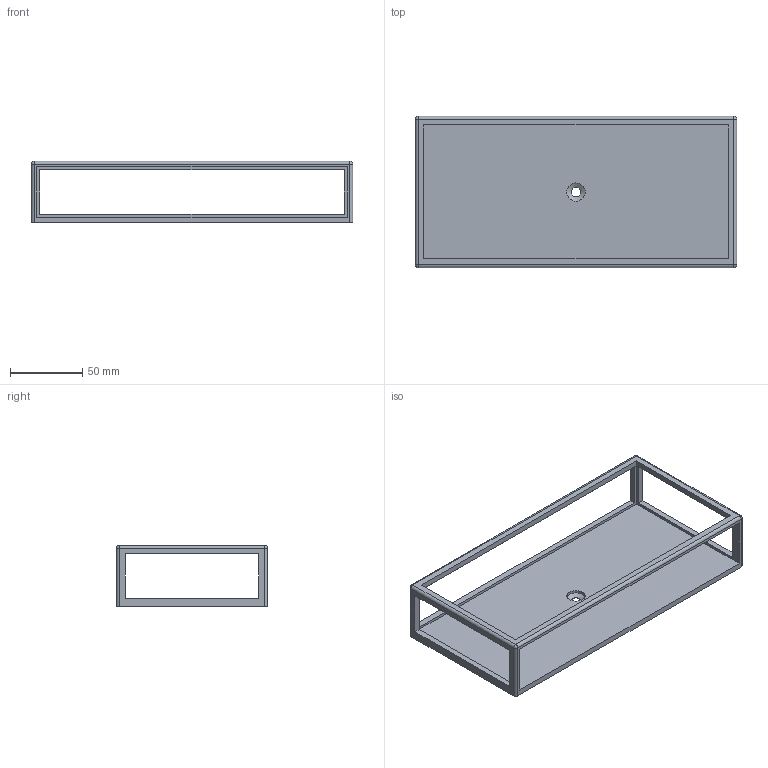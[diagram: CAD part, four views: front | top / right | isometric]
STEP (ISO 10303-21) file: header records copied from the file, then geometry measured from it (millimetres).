
FILE_DESCRIPTION(('FreeCAD Model'),'2;1');
FILE_NAME('Open CASCADE Shape Model','2025-02-06T06:44:35',('FreeCAD'),( 'FreeCAD'),'Open CASCADE STEP processor 7.8','FreeCAD','Unknown');
FILE_SCHEMA(('AUTOMOTIVE_DESIGN { 1 0 10303 214 1 1 1 1 }'));
Length unit declared in the file: millimetre
Products named in the file (1): Open CASCADE STEP translator 7.8 1
Bounding box: 221.9 x 104.4 x 42.5 mm (x, y, z)
Volume: 116835.2 mm3; surface area: 66708.5 mm2
Topology: 1 solids, 1 shells, 42 faces, 107 edges, 64 vertices
Faces by surface type: plane 27, cylinder 10, sphere 4, cone 1
Full cylindrical faces by diameter (mm): 6.5 x1, 12.66 x1
Entity records: 2548 total; most frequent: CARTESIAN_POINT 488, DIRECTION 363, LINE 235, VECTOR 235, ORIENTED_EDGE 206, PCURVE 206, DEFINITIONAL_REPRESENTATION 206, EDGE_CURVE 103
